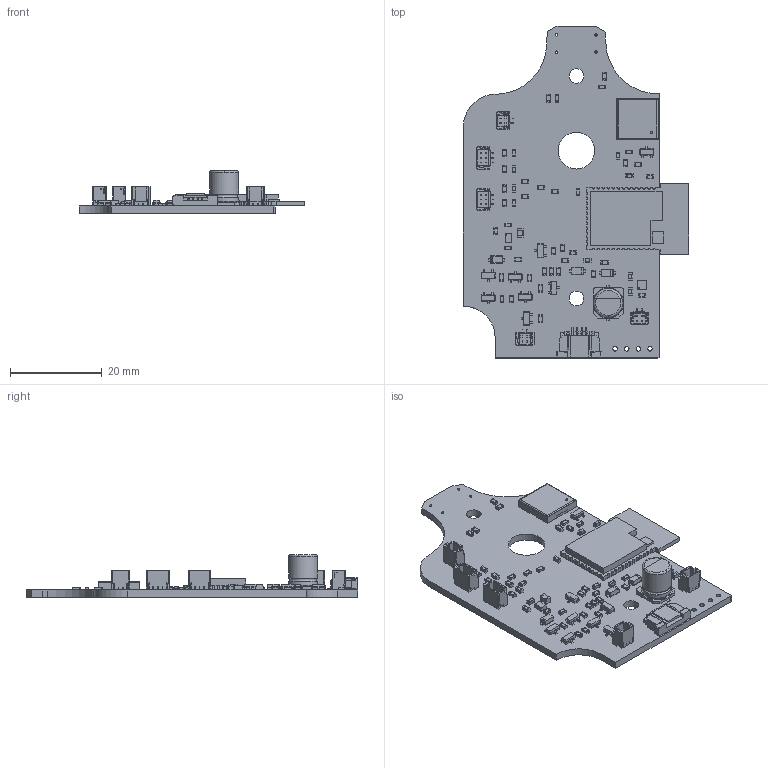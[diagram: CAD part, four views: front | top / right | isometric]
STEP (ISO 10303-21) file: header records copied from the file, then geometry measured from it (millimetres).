
FILE_DESCRIPTION(('FreeCAD Model'),'2;1');
FILE_NAME('Open CASCADE Shape Model','2024-04-02T17:57:21',(''),(''), 'Open CASCADE STEP processor 7.6','FreeCAD','Unknown');
FILE_SCHEMA(('AUTOMOTIVE_DESIGN { 1 0 10303 214 1 1 1 1 }'));
Length unit declared in the file: millimetre
Products named in the file (89): TWV; Local_CS_2f15; Board_Geoms_2f15; Pcb_2f15; PCB_Sketch_2f15; Step_Models_2f15; Top_2f15; ${REFERENCE}_RC0603JR-070RL004_null; RC0603JR-070RL; RC0603JR-070RL001; RC0603JR-070RL002; RC0603JR-070RL003; ${REFERENCE}_SOT_23_null; ${REFERENCE}_C_0603_1608Metric_null; ${REFERENCE}_CP_Elec_63x77_null; ${REFERENCE}_D_SOD_123F_null; ${REFERENCE}_L_0805_2012Metric_null; Step_Virtual_Models_2f15; TopV_2f15; DD1_PCB_null; Board; Open CASCADE STEP translator 6.8 1.2; 7851521408; Extruded; ANT1; 6399003712; Extruded001; U1; 7851521600; Extruded002; XS5_BM02B-SRSS-TB (LF)(SN)_null; BMxxB-SRSS-TB(LF)(SN)_011; BMxxB-SRSS-TB(LF)(SN)_02; BMxxB-SRSS-TB(LF)(SN)_003; BMxxB-SRSS-TB(LF)(SN)_004; BMxxB-SRSS-TB(LF)(SN)_005; BMxxB-SRSS-TB(LF)(SN)_006; BMxxB-SRSS-TB(LF)(SN)_007; BMxxB-SRSS-TB(LF)(SN)_008; BMxxB-SRSS-TB(LF)(SN)_009 ...
Assembly tree (143 placements, depth 7):
  TWV
    Local_CS_2f15
    Board_Geoms_2f15
      Pcb_2f15
      PCB_Sketch_2f15
    Step_Models_2f15
      Top_2f15
        ${REFERENCE}_RC0603JR-070RL004_null  x31
          RC0603JR-070RL
          RC0603JR-070RL001
          RC0603JR-070RL002
          RC0603JR-070RL003
        ${REFERENCE}_SOT_23_null  x8
        ${REFERENCE}_C_0603_1608Metric_null  x14
        ${REFERENCE}_CP_Elec_63x77_null
        ${REFERENCE}_D_SOD_123F_null  x3
        ${REFERENCE}_L_0805_2012Metric_null
    Step_Virtual_Models_2f15
      TopV_2f15
        DD1_PCB_null
          Board
          Open CASCADE STEP translator 6.8 1.2
            7851521408
              Extruded
          ANT1
            6399003712
              Extruded001
          U1
            7851521600
              Extruded002
        XS5_BM02B-SRSS-TB (LF)(SN)_null  x3
          BMxxB-SRSS-TB(LF)(SN)_011
            BMxxB-SRSS-TB(LF)(SN)_02
            BMxxB-SRSS-TB(LF)(SN)_003
            BMxxB-SRSS-TB(LF)(SN)_004
            BMxxB-SRSS-TB(LF)(SN)_005
            BMxxB-SRSS-TB(LF)(SN)_006
            BMxxB-SRSS-TB(LF)(SN)_007
            BMxxB-SRSS-TB(LF)(SN)_008
            BMxxB-SRSS-TB(LF)(SN)_009
            BMxxB-SRSS-TB(LF)(SN)_010
        BUZ1_PKMCS0909E4000-R004_null
          PKMCS0909E4000-R1
          PKMCS0909E4000-R002
          PKMCS0909E4000-R003
        DD4_DLC018_null
          DLC8
          DLC009
          DLC010
          DLC011
          DLC012
          DLC013
          DLC014
          DLC015
          DLC016
          DLC017
        XS2_BM03B-SRSS-TB(LF)(SN)012_null  x2
          BM03B-SRSS-TB(LF)(SN)
          BM03B-SRSS-TB(LF)(SN)001
          BM03B-SRSS-TB(LF)(SN)002
Bounding box: 49.3 x 72.5 x 9.3 mm (x, y, z)
Volume: 5419.9 mm3; surface area: 9088.5 mm2
Topology: 238 solids, 241 shells, 4341 faces, 10886 edges, 7103 vertices
Faces by surface type: plane 3597, cylinder 483, bspline 252, torus 4, sphere 4, revolution 1
Full cylindrical faces by diameter (mm): 0.5 x4, 1 x4, 3.2 x2, 6.3 x2, 8 x1
Entity records: 49397 total; most frequent: CARTESIAN_POINT 8575, ORIENTED_EDGE 7772, DIRECTION 7428, EDGE_CURVE 3886, LINE 3441, VECTOR 3441, VERTEX_POINT 2542, AXIS2_PLACEMENT_3D 1993
